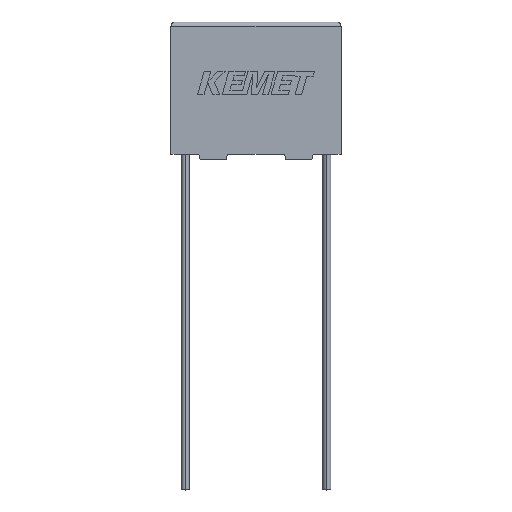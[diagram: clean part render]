
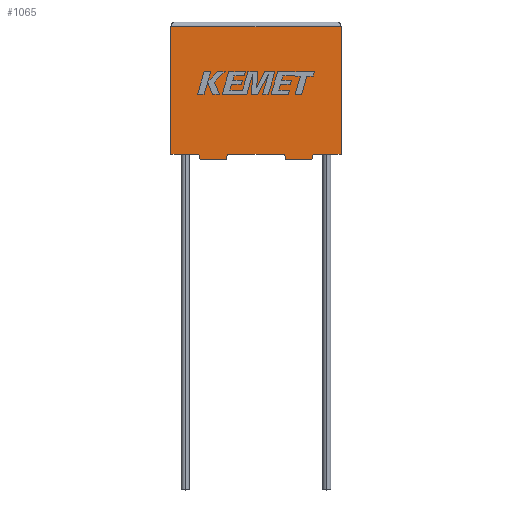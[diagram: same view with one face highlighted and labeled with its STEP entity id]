
A CAD part, top view. The second image highlights one B-rep face of the part: STEP entity #1065.
In plain terms, the highlighted planar face has unit normal (0, 0, 1).
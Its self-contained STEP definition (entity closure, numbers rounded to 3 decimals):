
#12 = DIRECTION ( 'NONE',  ( -1., 0., 0. ) ) ;
#29 = LINE ( 'NONE', #1187, #1422 ) ;
#197 = ORIENTED_EDGE ( 'NONE', *, *, #1644, .T. ) ;
#258 = DIRECTION ( 'NONE',  ( 0., -1., 0. ) ) ;
#332 = CARTESIAN_POINT ( 'NONE',  ( 12.156, -0.5, 7.5 ) ) ;
#388 = EDGE_CURVE ( 'NONE', #1652, #2595, #2215, .T. ) ;
#406 = EDGE_CURVE ( 'NONE', #829, #1159, #578, .T. ) ;
#413 = ORIENTED_EDGE ( 'NONE', *, *, #3205, .T. ) ;
#432 = VERTEX_POINT ( 'NONE', #1769 ) ;
#462 = ORIENTED_EDGE ( 'NONE', *, *, #388, .T. ) ;
#468 = VECTOR ( 'NONE', #2365, 1000. ) ;
#477 = EDGE_CURVE ( 'NONE', #1801, #432, #2362, .T. ) ;
#525 = CARTESIAN_POINT ( 'NONE',  ( 0., 0., 7.5 ) ) ;
#546 = VECTOR ( 'NONE', #1689, 1000. ) ;
#578 = LINE ( 'NONE', #1278, #2688 ) ;
#658 = CARTESIAN_POINT ( 'NONE',  ( 0., 0., 7.5 ) ) ;
#764 = DIRECTION ( 'NONE',  ( 1., 0., 0. ) ) ;
#774 = PLANE ( 'NONE',  #1609 ) ;
#813 = VECTOR ( 'NONE', #2000, 1000. ) ;
#824 = CARTESIAN_POINT ( 'NONE',  ( 14.91, -0.5, 7.5 ) ) ;
#827 = VERTEX_POINT ( 'NONE', #1180 ) ;
#829 = VERTEX_POINT ( 'NONE', #2946 ) ;
#832 = ORIENTED_EDGE ( 'NONE', *, *, #477, .T. ) ;
#902 = VERTEX_POINT ( 'NONE', #2507 ) ;
#907 = DIRECTION ( 'NONE',  ( -0.287, 0.958, 0. ) ) ;
#982 = EDGE_CURVE ( 'NONE', #827, #1652, #3179, .T. ) ;
#984 = VERTEX_POINT ( 'NONE', #1729 ) ;
#1035 = LINE ( 'NONE', #1916, #2634 ) ;
#1042 = EDGE_CURVE ( 'NONE', #2595, #2844, #2558, .T. ) ;
#1065 = ADVANCED_FACE ( 'NONE', ( #1506 ), #774, .F. ) ;
#1151 = CARTESIAN_POINT ( 'NONE',  ( 14.91, -0.5, 7.5 ) ) ;
#1159 = VERTEX_POINT ( 'NONE', #824 ) ;
#1164 = DIRECTION ( 'NONE',  ( -1., 0., 0. ) ) ;
#1180 = CARTESIAN_POINT ( 'NONE',  ( 18., 0., 7.5 ) ) ;
#1187 = CARTESIAN_POINT ( 'NONE',  ( 3.09, -0.5, 7.5 ) ) ;
#1203 = VECTOR ( 'NONE', #258, 1000. ) ;
#1247 = CARTESIAN_POINT ( 'NONE',  ( 0., 0., 7.5 ) ) ;
#1252 = VERTEX_POINT ( 'NONE', #332 ) ;
#1278 = CARTESIAN_POINT ( 'NONE',  ( 15.06, 0., 7.5 ) ) ;
#1349 = CARTESIAN_POINT ( 'NONE',  ( 5.844, -0.5, 7.5 ) ) ;
#1356 = CARTESIAN_POINT ( 'NONE',  ( 5.994, 0., 7.5 ) ) ;
#1370 = EDGE_CURVE ( 'NONE', #984, #2557, #29, .T. ) ;
#1422 = VECTOR ( 'NONE', #2184, 1000. ) ;
#1462 = EDGE_CURVE ( 'NONE', #1159, #1252, #2310, .T. ) ;
#1486 = ORIENTED_EDGE ( 'NONE', *, *, #982, .T. ) ;
#1500 = LINE ( 'NONE', #1349, #2193 ) ;
#1506 = FACE_OUTER_BOUND ( 'NONE', #3244, .T. ) ;
#1571 = LINE ( 'NONE', #2087, #468 ) ;
#1609 = AXIS2_PLACEMENT_3D ( 'NONE', #2274, #1767, #12 ) ;
#1644 = EDGE_CURVE ( 'NONE', #829, #827, #1571, .T. ) ;
#1652 = VERTEX_POINT ( 'NONE', #2602 ) ;
#1689 = DIRECTION ( 'NONE',  ( 1., 0., 0. ) ) ;
#1695 = ORIENTED_EDGE ( 'NONE', *, *, #2874, .F. ) ;
#1729 = CARTESIAN_POINT ( 'NONE',  ( 3.09, -0.5, 7.5 ) ) ;
#1741 = CARTESIAN_POINT ( 'NONE',  ( 2.94, 0., 7.5 ) ) ;
#1754 = LINE ( 'NONE', #2457, #546 ) ;
#1767 = DIRECTION ( 'NONE',  ( 0., 0., -1. ) ) ;
#1769 = CARTESIAN_POINT ( 'NONE',  ( 12.006, 0., 7.5 ) ) ;
#1801 = VERTEX_POINT ( 'NONE', #1356 ) ;
#1916 = CARTESIAN_POINT ( 'NONE',  ( 12.156, -0.5, 7.5 ) ) ;
#1959 = DIRECTION ( 'NONE',  ( 0., 1., 0. ) ) ;
#1976 = ORIENTED_EDGE ( 'NONE', *, *, #1370, .T. ) ;
#1978 = EDGE_CURVE ( 'NONE', #2844, #902, #1754, .T. ) ;
#2000 = DIRECTION ( 'NONE',  ( -1., 0., 0. ) ) ;
#2048 = ORIENTED_EDGE ( 'NONE', *, *, #406, .F. ) ;
#2071 = VECTOR ( 'NONE', #3251, 1000. ) ;
#2087 = CARTESIAN_POINT ( 'NONE',  ( 0., 0., 7.5 ) ) ;
#2106 = ORIENTED_EDGE ( 'NONE', *, *, #1462, .F. ) ;
#2131 = EDGE_CURVE ( 'NONE', #902, #984, #2996, .T. ) ;
#2171 = CARTESIAN_POINT ( 'NONE',  ( 5.844, -0.5, 7.5 ) ) ;
#2184 = DIRECTION ( 'NONE',  ( 1., 0., 0. ) ) ;
#2193 = VECTOR ( 'NONE', #2395, 1000. ) ;
#2215 = LINE ( 'NONE', #2482, #813 ) ;
#2274 = CARTESIAN_POINT ( 'NONE',  ( 0., 0., 7.5 ) ) ;
#2300 = DIRECTION ( 'NONE',  ( -0.287, -0.958, 0. ) ) ;
#2310 = LINE ( 'NONE', #1151, #2862 ) ;
#2316 = VECTOR ( 'NONE', #1959, 1000. ) ;
#2362 = LINE ( 'NONE', #525, #2918 ) ;
#2365 = DIRECTION ( 'NONE',  ( 1., 0., 0. ) ) ;
#2395 = DIRECTION ( 'NONE',  ( 0.287, 0.958, 0. ) ) ;
#2457 = CARTESIAN_POINT ( 'NONE',  ( 0., 0., 7.5 ) ) ;
#2477 = CARTESIAN_POINT ( 'NONE',  ( 18., 0., 7.5 ) ) ;
#2482 = CARTESIAN_POINT ( 'NONE',  ( 0., 13.5, 7.5 ) ) ;
#2507 = CARTESIAN_POINT ( 'NONE',  ( 2.94, 0., 7.5 ) ) ;
#2557 = VERTEX_POINT ( 'NONE', #2171 ) ;
#2558 = LINE ( 'NONE', #1247, #1203 ) ;
#2595 = VERTEX_POINT ( 'NONE', #2973 ) ;
#2602 = CARTESIAN_POINT ( 'NONE',  ( 18., 13.5, 7.5 ) ) ;
#2634 = VECTOR ( 'NONE', #907, 1000. ) ;
#2688 = VECTOR ( 'NONE', #2300, 1000. ) ;
#2844 = VERTEX_POINT ( 'NONE', #658 ) ;
#2862 = VECTOR ( 'NONE', #1164, 1000. ) ;
#2874 = EDGE_CURVE ( 'NONE', #1252, #432, #1035, .T. ) ;
#2918 = VECTOR ( 'NONE', #764, 1000. ) ;
#2946 = CARTESIAN_POINT ( 'NONE',  ( 15.06, 0., 7.5 ) ) ;
#2947 = ORIENTED_EDGE ( 'NONE', *, *, #1978, .T. ) ;
#2973 = CARTESIAN_POINT ( 'NONE',  ( 0., 13.5, 7.5 ) ) ;
#2996 = LINE ( 'NONE', #1741, #2071 ) ;
#3004 = ORIENTED_EDGE ( 'NONE', *, *, #2131, .T. ) ;
#3136 = ORIENTED_EDGE ( 'NONE', *, *, #1042, .T. ) ;
#3179 = LINE ( 'NONE', #2477, #2316 ) ;
#3205 = EDGE_CURVE ( 'NONE', #2557, #1801, #1500, .T. ) ;
#3244 = EDGE_LOOP ( 'NONE', ( #1486, #462, #3136, #2947, #3004, #1976, #413, #832, #1695, #2106, #2048, #197 ) ) ;
#3251 = DIRECTION ( 'NONE',  ( 0.287, -0.958, 0. ) ) ;
